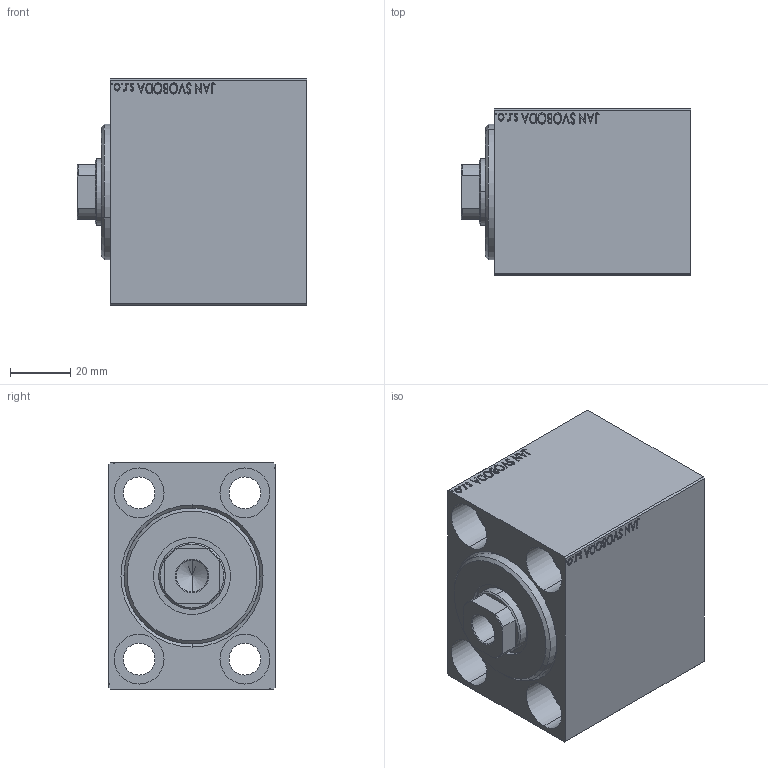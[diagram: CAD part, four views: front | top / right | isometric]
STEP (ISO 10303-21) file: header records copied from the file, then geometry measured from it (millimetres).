
FILE_DESCRIPTION (( 'STEP AP203' ), '1' );
FILE_NAME ('12b2.STEP', '2024-03-12T11:02:25', ( '' ), ( '' ), 'SwSTEP 2.0', 'SolidWorks 2019', '' );
FILE_SCHEMA (( 'CONFIG_CONTROL_DESIGN' ));
Length unit declared in the file: millimetre
Products named in the file (4): V450CM_C_Body 0a62082dc219c40f8ecf02cd5c54357e; V450CM_C_VCP 0a62082dc219c40f8ecf02cd5c54357e; 12b2; V450CM_VC_B 0a62082dc219c40f8ecf02cd5c54357e
Assembly tree (3 placements, depth 2):
  12b2
    V450CM_C_Body 0a62082dc219c40f8ecf02cd5c54357e
    V450CM_C_VCP 0a62082dc219c40f8ecf02cd5c54357e
    V450CM_VC_B 0a62082dc219c40f8ecf02cd5c54357e
Bounding box: 76 x 55 x 75 mm (x, y, z)
Volume: 231581.3 mm3; surface area: 55473.1 mm2
Topology: 3 solids, 3 shells, 863 faces, 2214 edges, 1468 vertices
Faces by surface type: plane 409, bspline 380, cylinder 60, cone 14
Entity records: 44024 total; most frequent: CARTESIAN_POINT 25115, ORIENTED_EDGE 4424, DIRECTION 2552, EDGE_CURVE 2212, VERTEX_POINT 1468, LINE 1306, VECTOR 1306, EDGE_LOOP 990
